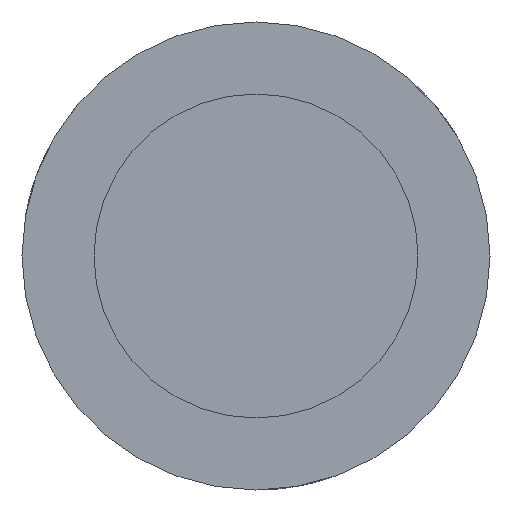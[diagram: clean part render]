
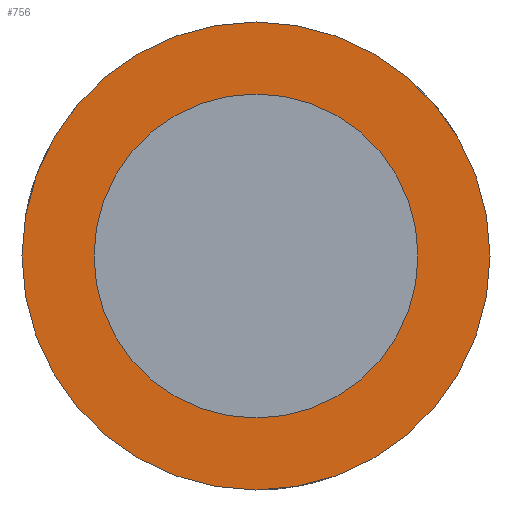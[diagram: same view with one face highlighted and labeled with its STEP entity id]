
A CAD part, left-side view. The second image highlights one B-rep face of the part: STEP entity #756.
In plain terms, the highlighted planar face has unit normal (-1, 0, 0).
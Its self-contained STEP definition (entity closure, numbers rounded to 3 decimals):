
#16 = VERTEX_POINT ( 'NONE', #862 ) ;
#42 = CARTESIAN_POINT ( 'NONE',  ( 103.318, 0., 13. ) ) ;
#105 = CIRCLE ( 'NONE', #509, 8. ) ;
#117 = DIRECTION ( 'NONE',  ( 0., 0., 1. ) ) ;
#174 = DIRECTION ( 'NONE',  ( -1., 0., 0. ) ) ;
#184 = CARTESIAN_POINT ( 'NONE',  ( 103.318, 16.862, -7.864 ) ) ;
#210 = DIRECTION ( 'NONE',  ( -1., 0., 0. ) ) ;
#257 = CARTESIAN_POINT ( 'NONE',  ( 103.318, 0., 0. ) ) ;
#291 = EDGE_LOOP ( 'NONE', ( #823, #618 ) ) ;
#306 = CARTESIAN_POINT ( 'NONE',  ( 103.318, 0., 0. ) ) ;
#341 = FACE_BOUND ( 'NONE', #291, .T. ) ;
#376 = VERTEX_POINT ( 'NONE', #480 ) ;
#390 = AXIS2_PLACEMENT_3D ( 'NONE', #184, #878, #632 ) ;
#398 = DIRECTION ( 'NONE',  ( -1., 0., 0. ) ) ;
#404 = ORIENTED_EDGE ( 'NONE', *, *, #810, .T. ) ;
#426 = DIRECTION ( 'NONE',  ( 0., 0., 1. ) ) ;
#444 = PLANE ( 'NONE',  #390 ) ;
#450 = EDGE_CURVE ( 'NONE', #376, #1047, #531, .T. ) ;
#480 = CARTESIAN_POINT ( 'NONE',  ( 103.318, 0., -13. ) ) ;
#481 = CARTESIAN_POINT ( 'NONE',  ( 103.318, 0., 8. ) ) ;
#509 = AXIS2_PLACEMENT_3D ( 'NONE', #564, #210, #809 ) ;
#518 = EDGE_LOOP ( 'NONE', ( #404, #1127 ) ) ;
#531 = CIRCLE ( 'NONE', #819, 13. ) ;
#564 = CARTESIAN_POINT ( 'NONE',  ( 103.318, 0., 0. ) ) ;
#581 = CIRCLE ( 'NONE', #1087, 8. ) ;
#618 = ORIENTED_EDGE ( 'NONE', *, *, #826, .F. ) ;
#632 = DIRECTION ( 'NONE',  ( 0., -0.342, 0.94 ) ) ;
#688 = EDGE_CURVE ( 'NONE', #886, #16, #581, .T. ) ;
#692 = CIRCLE ( 'NONE', #807, 13. ) ;
#711 = DIRECTION ( 'NONE',  ( 0., 0., 1. ) ) ;
#756 = ADVANCED_FACE ( 'NONE', ( #341, #897 ), #444, .F. ) ;
#807 = AXIS2_PLACEMENT_3D ( 'NONE', #257, #174, #711 ) ;
#809 = DIRECTION ( 'NONE',  ( 0., 0., 1. ) ) ;
#810 = EDGE_CURVE ( 'NONE', #1047, #376, #692, .T. ) ;
#819 = AXIS2_PLACEMENT_3D ( 'NONE', #306, #398, #117 ) ;
#823 = ORIENTED_EDGE ( 'NONE', *, *, #688, .F. ) ;
#826 = EDGE_CURVE ( 'NONE', #16, #886, #105, .T. ) ;
#858 = DIRECTION ( 'NONE',  ( -1., 0., 0. ) ) ;
#862 = CARTESIAN_POINT ( 'NONE',  ( 103.318, 0., -8. ) ) ;
#878 = DIRECTION ( 'NONE',  ( 1., 0., 0. ) ) ;
#886 = VERTEX_POINT ( 'NONE', #481 ) ;
#897 = FACE_OUTER_BOUND ( 'NONE', #518, .T. ) ;
#1047 = VERTEX_POINT ( 'NONE', #42 ) ;
#1087 = AXIS2_PLACEMENT_3D ( 'NONE', #1129, #858, #426 ) ;
#1127 = ORIENTED_EDGE ( 'NONE', *, *, #450, .T. ) ;
#1129 = CARTESIAN_POINT ( 'NONE',  ( 103.318, 0., 0. ) ) ;
